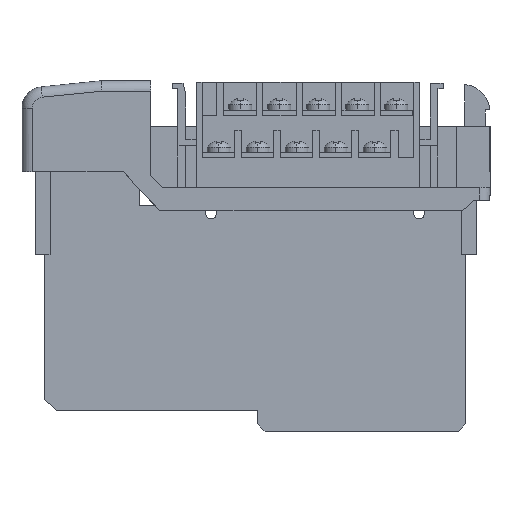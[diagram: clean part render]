
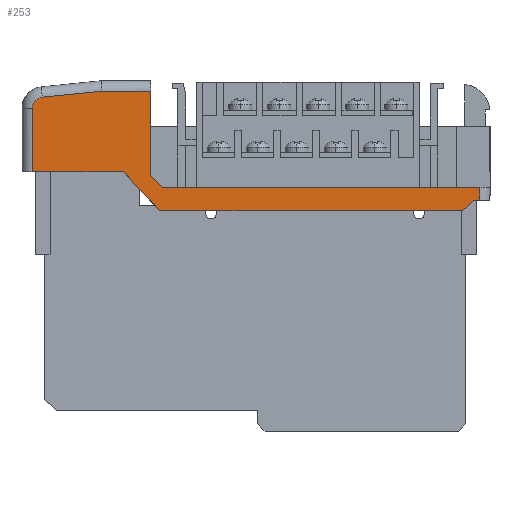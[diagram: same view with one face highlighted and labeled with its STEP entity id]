
A CAD part, left-side view. The second image highlights one B-rep face of the part: STEP entity #253.
In plain terms, the highlighted planar face has unit normal (-1, 0, 0).
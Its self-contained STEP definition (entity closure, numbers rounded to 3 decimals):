
#233 = ORIENTED_EDGE ( 'NONE', *, *, #234, .F. ) ;
#234 = EDGE_CURVE ( 'NONE', #31162, #237, #16567, .T. ) ;
#237 = VERTEX_POINT ( 'NONE', #16554 ) ;
#241 = EDGE_CURVE ( 'NONE', #467, #237, #16542, .T. ) ;
#242 = ORIENTED_EDGE ( 'NONE', *, *, #506, .T. ) ;
#251 = ORIENTED_EDGE ( 'NONE', *, *, #565, .T. ) ;
#253 = ADVANCED_FACE ( 'NONE', ( #16621 ), #16749, .F. ) ;
#254 = ORIENTED_EDGE ( 'NONE', *, *, #519, .T. ) ;
#255 = ORIENTED_EDGE ( 'NONE', *, *, #241, .T. ) ;
#272 = ORIENTED_EDGE ( 'NONE', *, *, #273, .F. ) ;
#273 = EDGE_CURVE ( 'NONE', #14096, #274, #16709, .T. ) ;
#274 = VERTEX_POINT ( 'NONE', #16683 ) ;
#275 = ORIENTED_EDGE ( 'NONE', *, *, #276, .F. ) ;
#276 = EDGE_CURVE ( 'NONE', #274, #31162, #16678, .T. ) ;
#467 = VERTEX_POINT ( 'NONE', #18324 ) ;
#468 = VERTEX_POINT ( 'NONE', #18320 ) ;
#506 = EDGE_CURVE ( 'NONE', #507, #520, #18624, .T. ) ;
#507 = VERTEX_POINT ( 'NONE', #18613 ) ;
#519 = EDGE_CURVE ( 'NONE', #520, #537, #18853, .T. ) ;
#520 = VERTEX_POINT ( 'NONE', #18848 ) ;
#526 = EDGE_CURVE ( 'NONE', #468, #467, #18937, .T. ) ;
#536 = EDGE_CURVE ( 'NONE', #537, #468, #19012, .T. ) ;
#537 = VERTEX_POINT ( 'NONE', #19003 ) ;
#556 = EDGE_LOOP ( 'NONE', ( #255, #233, #275, #272, #31044, #31045, #31040, #31091, #251, #242, #254, #31063, #31079 ) ) ;
#565 = EDGE_CURVE ( 'NONE', #566, #507, #19289, .T. ) ;
#566 = VERTEX_POINT ( 'NONE', #19284 ) ;
#14096 = VERTEX_POINT ( 'NONE', #24202 ) ;
#14189 = EDGE_CURVE ( 'NONE', #14096, #14190, #24519, .T. ) ;
#14190 = VERTEX_POINT ( 'NONE', #24513 ) ;
#16517 = DIRECTION ( 'NONE',  ( 0., 0., 1. ) ) ;
#16519 = VECTOR ( 'NONE', #16517, 1000. ) ;
#16521 = CARTESIAN_POINT ( 'NONE',  ( 0.5, -38.527, -0.463 ) ) ;
#16542 = LINE ( 'NONE', #16521, #16519 ) ;
#16554 = CARTESIAN_POINT ( 'NONE',  ( 0.5, -38.527, -15.386 ) ) ;
#16557 = DIRECTION ( 'NONE',  ( 0., -1., 0. ) ) ;
#16559 = VECTOR ( 'NONE', #16557, 1000. ) ;
#16562 = CARTESIAN_POINT ( 'NONE',  ( 0.5, 22.532, -15.386 ) ) ;
#16567 = LINE ( 'NONE', #16562, #16559 ) ;
#16621 = FACE_OUTER_BOUND ( 'NONE', #556, .T. ) ;
#16675 = DIRECTION ( 'NONE',  ( 0., -0.685, -0.729 ) ) ;
#16676 = VECTOR ( 'NONE', #16675, 1000. ) ;
#16677 = CARTESIAN_POINT ( 'NONE',  ( 0.5, 22.532, -15.386 ) ) ;
#16678 = LINE ( 'NONE', #16677, #16676 ) ;
#16683 = CARTESIAN_POINT ( 'NONE',  ( 0.5, 24.723, -13.054 ) ) ;
#16701 = DIRECTION ( 'NONE',  ( 0., 0., -1. ) ) ;
#16703 = VECTOR ( 'NONE', #16701, 1000. ) ;
#16707 = CARTESIAN_POINT ( 'NONE',  ( 0.5, 24.723, 4.364 ) ) ;
#16709 = LINE ( 'NONE', #16707, #16703 ) ;
#16732 = DIRECTION ( 'NONE',  ( 0., 0., -1. ) ) ;
#16734 = DIRECTION ( 'NONE',  ( 1., 0., 0. ) ) ;
#16737 = CARTESIAN_POINT ( 'NONE',  ( 0.5, -35.258, -0.876 ) ) ;
#16740 = AXIS2_PLACEMENT_3D ( 'NONE', #16737, #16734, #16732 ) ;
#16749 = PLANE ( 'NONE',  #16740 ) ;
#18320 = CARTESIAN_POINT ( 'NONE',  ( 0.5, -37.408, -17.879 ) ) ;
#18324 = CARTESIAN_POINT ( 'NONE',  ( 0.5, -38.527, -17.879 ) ) ;
#18613 = CARTESIAN_POINT ( 'NONE',  ( 0.5, 29.973, -12.386 ) ) ;
#18615 = DIRECTION ( 'NONE',  ( 0., -0.682, -0.731 ) ) ;
#18616 = VECTOR ( 'NONE', #18615, 1000. ) ;
#18619 = CARTESIAN_POINT ( 'NONE',  ( 0.5, 22.973, -19.886 ) ) ;
#18624 = LINE ( 'NONE', #18619, #18616 ) ;
#18848 = CARTESIAN_POINT ( 'NONE',  ( 0.5, 22.973, -19.886 ) ) ;
#18849 = DIRECTION ( 'NONE',  ( 0., -1., 0. ) ) ;
#18850 = VECTOR ( 'NONE', #18849, 1000. ) ;
#18852 = CARTESIAN_POINT ( 'NONE',  ( 0.5, 22.973, -19.886 ) ) ;
#18853 = LINE ( 'NONE', #18852, #18850 ) ;
#18933 = DIRECTION ( 'NONE',  ( 0., -1., 0. ) ) ;
#18934 = VECTOR ( 'NONE', #18933, 1000. ) ;
#18936 = CARTESIAN_POINT ( 'NONE',  ( 0.5, -37.408, -17.879 ) ) ;
#18937 = LINE ( 'NONE', #18936, #18934 ) ;
#19003 = CARTESIAN_POINT ( 'NONE',  ( 0.5, -35.258, -19.886 ) ) ;
#19006 = DIRECTION ( 'NONE',  ( 0., -0.731, 0.682 ) ) ;
#19008 = VECTOR ( 'NONE', #19006, 1000. ) ;
#19010 = CARTESIAN_POINT ( 'NONE',  ( 0.5, -35.258, -19.886 ) ) ;
#19012 = LINE ( 'NONE', #19010, #19008 ) ;
#19284 = CARTESIAN_POINT ( 'NONE',  ( 0.5, 47.473, -12.386 ) ) ;
#19285 = DIRECTION ( 'NONE',  ( 0., -1., 0. ) ) ;
#19286 = VECTOR ( 'NONE', #19285, 1000. ) ;
#19288 = CARTESIAN_POINT ( 'NONE',  ( 0.5, 29.973, -12.386 ) ) ;
#19289 = LINE ( 'NONE', #19288, #19286 ) ;
#24202 = CARTESIAN_POINT ( 'NONE',  ( 0.5, 24.723, 3.114 ) ) ;
#24513 = CARTESIAN_POINT ( 'NONE',  ( 0.5, 34.17, 3.114 ) ) ;
#24515 = DIRECTION ( 'NONE',  ( 0., 1., 0. ) ) ;
#24517 = VECTOR ( 'NONE', #24515, 1000. ) ;
#24518 = CARTESIAN_POINT ( 'NONE',  ( 0.5, 34.27, 3.114 ) ) ;
#24519 = LINE ( 'NONE', #24518, #24517 ) ;
#28101 = LINE ( 'NONE', #28276, #28275 ) ;
#28109 = CARTESIAN_POINT ( 'NONE',  ( 0.5, 45.569, 1.973 ) ) ;
#28178 = DIRECTION ( 'NONE',  ( 0., 0., -1. ) ) ;
#28180 = DIRECTION ( 'NONE',  ( -1., 0., 0. ) ) ;
#28181 = CARTESIAN_POINT ( 'NONE',  ( 0.5, 45.358, -0.133 ) ) ;
#28182 = AXIS2_PLACEMENT_3D ( 'NONE', #28181, #28180, #28178 ) ;
#28184 = CIRCLE ( 'NONE', #28182, 2.116 ) ;
#28274 = DIRECTION ( 'NONE',  ( 0., 0.995, -0.1 ) ) ;
#28275 = VECTOR ( 'NONE', #28274, 1000. ) ;
#28276 = CARTESIAN_POINT ( 'NONE',  ( 0.5, 45.569, 1.973 ) ) ;
#28377 = CARTESIAN_POINT ( 'NONE',  ( 0.5, 47.473, -0.213 ) ) ;
#28394 = DIRECTION ( 'NONE',  ( 0., 0., -1. ) ) ;
#28397 = VECTOR ( 'NONE', #28394, 1000. ) ;
#28400 = CARTESIAN_POINT ( 'NONE',  ( 0.5, 47.473, -12.386 ) ) ;
#28402 = LINE ( 'NONE', #28400, #28397 ) ;
#29112 = CARTESIAN_POINT ( 'NONE',  ( 0.5, 22.532, -15.386 ) ) ;
#31035 = EDGE_CURVE ( 'NONE', #31039, #31099, #28184, .T. ) ;
#31039 = VERTEX_POINT ( 'NONE', #28109 ) ;
#31040 = ORIENTED_EDGE ( 'NONE', *, *, #31035, .T. ) ;
#31041 = EDGE_CURVE ( 'NONE', #14190, #31039, #28101, .T. ) ;
#31044 = ORIENTED_EDGE ( 'NONE', *, *, #14189, .T. ) ;
#31045 = ORIENTED_EDGE ( 'NONE', *, *, #31041, .T. ) ;
#31063 = ORIENTED_EDGE ( 'NONE', *, *, #536, .T. ) ;
#31079 = ORIENTED_EDGE ( 'NONE', *, *, #526, .T. ) ;
#31091 = ORIENTED_EDGE ( 'NONE', *, *, #31094, .T. ) ;
#31094 = EDGE_CURVE ( 'NONE', #31099, #566, #28402, .T. ) ;
#31099 = VERTEX_POINT ( 'NONE', #28377 ) ;
#31162 = VERTEX_POINT ( 'NONE', #29112 ) ;
